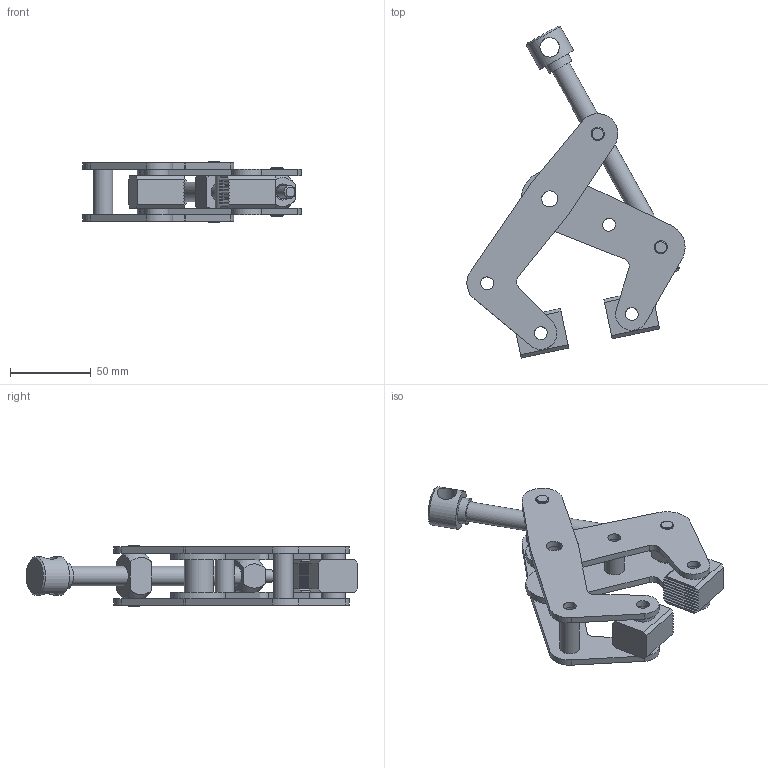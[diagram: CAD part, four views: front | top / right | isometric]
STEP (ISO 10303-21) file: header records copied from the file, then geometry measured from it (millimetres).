
FILE_DESCRIPTION(/* description */ (''),/* implementation_level */ '2;1');
FILE_NAME(/* name */ 'zacisk.stp',/* time_stamp */ '2019-12-02T10:21:19+01:00',/* author */ ('BS'),/* organization */ (''),/* preprocessor_version */ 'ST-DEVELOPER v18',/* originating_system */ 'Autodesk Inventor 2020',/* authorisation */ '');
FILE_SCHEMA (('AUTOMOTIVE_DESIGN { 1 0 10303 214 3 1 1 }'));
Length unit declared in the file: millimetre
Products named in the file (11): zacisk; sruba; tulejka 1; tulejka 2; tulejka 3; tulejka 4; tulejka 5; blacha 2; tulejka dyst; blacha 1; szczeka
Assembly tree (14 placements, depth 2):
  zacisk
    blacha 1  x2
    sruba
    szczeka  x2
    blacha 2  x2
    tulejka 1
    tulejka 2
    tulejka 3
    tulejka 4
    tulejka 5
    tulejka dyst  x2
Bounding box: 134.91 x 205.27 x 38 mm (x, y, z)
Volume: 133315 mm3; surface area: 68443.3 mm2
Topology: 14 solids, 14 shells, 210 faces, 514 edges, 340 vertices
Faces by surface type: plane 135, cylinder 61, cone 14
Full cylindrical faces by diameter (mm): 8 x24, 10 x3, 10.106 x1, 12 x4, 14 x4, 15 x2, 16 x1, 18 x1, 24 x1
Entity records: 4513 total; most frequent: CARTESIAN_POINT 801, DIRECTION 720, ORIENTED_EDGE 640, EDGE_CURVE 320, AXIS2_PLACEMENT_3D 263, VERTEX_POINT 212, LINE 194, VECTOR 194
